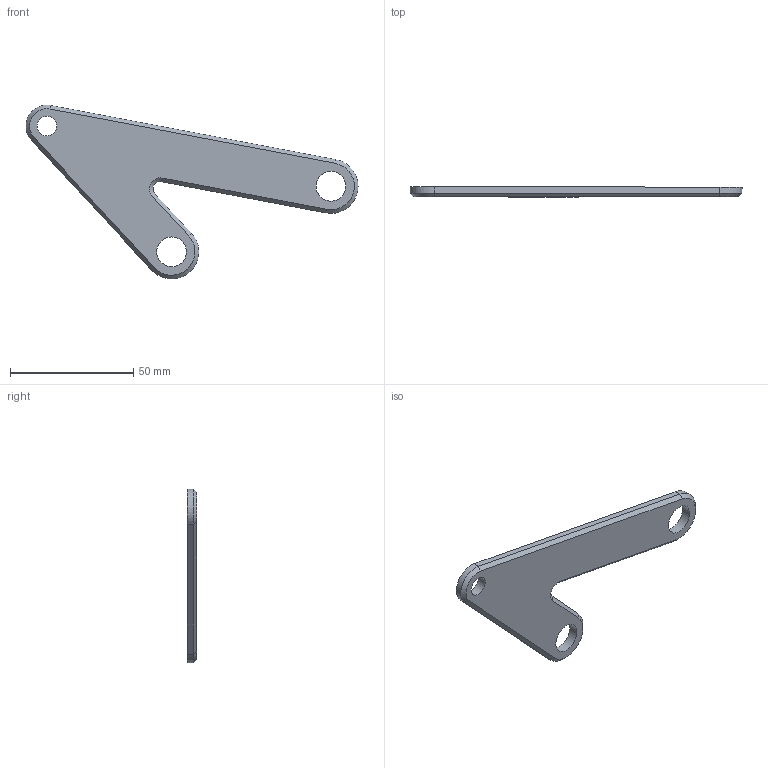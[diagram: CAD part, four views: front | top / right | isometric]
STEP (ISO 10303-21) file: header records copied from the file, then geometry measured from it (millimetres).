
FILE_DESCRIPTION(('FreeCAD Model'),'2;1');
FILE_NAME('ancrage_d2.step', '2017-03-28T22:40:01',('Author'),(''), 'Open CASCADE STEP processor 6.8','FreeCAD','Unknown');
FILE_SCHEMA(('AUTOMOTIVE_DESIGN_CC2 { 1 2 10303 214 -1 1 5 4 }'));
Length unit declared in the file: millimetre
Products named in the file (1): Chamfer
Bounding box: 134.91 x 4 x 70.61 mm (x, y, z)
Volume: 14905.4 mm3; surface area: 9243.7 mm2
Topology: 1 solids, 1 shells, 21 faces, 49 edges, 30 vertices
Faces by surface type: plane 10, cylinder 7, cone 4
Full cylindrical faces by diameter (mm): 8 x1, 12.1 x2
Entity records: 1290 total; most frequent: CARTESIAN_POINT 293, DIRECTION 180, LINE 99, VECTOR 99, ORIENTED_EDGE 98, PCURVE 98, DEFINITIONAL_REPRESENTATION 98, EDGE_CURVE 49
